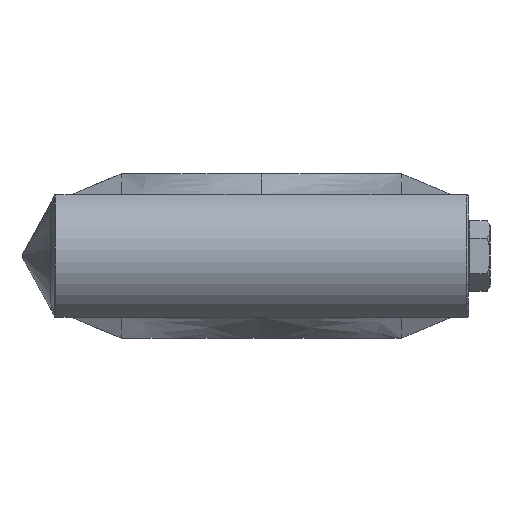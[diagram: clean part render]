
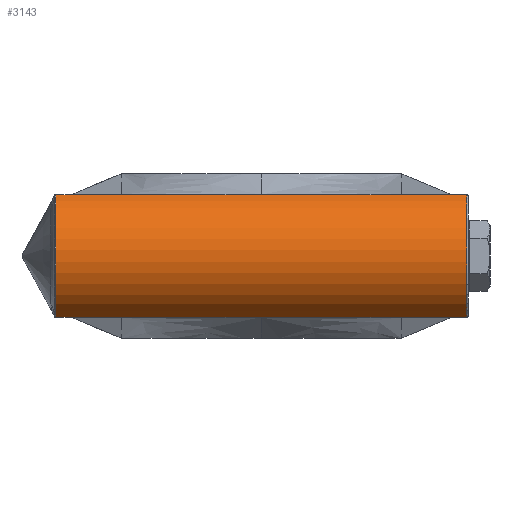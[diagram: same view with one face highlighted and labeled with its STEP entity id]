
A CAD part, left-side view. The second image highlights one B-rep face of the part: STEP entity #3143.
In plain terms, the highlighted cylindrical face has radius 12.332 mm (diameter 24.664 mm), a partial arc.
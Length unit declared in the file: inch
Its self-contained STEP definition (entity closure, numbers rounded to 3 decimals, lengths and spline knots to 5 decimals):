
#13 = CARTESIAN_POINT ( 'NONE',  ( -1.405, 1.679, 0.4375 ) ) ;
#45 = AXIS2_PLACEMENT_3D ( 'NONE', #2148, #3098, #62 ) ;
#62 = DIRECTION ( 'NONE',  ( 0., 0., -1. ) ) ;
#85 = DIRECTION ( 'NONE',  ( 0., -1., 0. ) ) ;
#96 = EDGE_CURVE ( 'NONE', #1253, #2749, #2578, .T. ) ;
#108 = VECTOR ( 'NONE', #2209, 39.37008 ) ;
#148 = DIRECTION ( 'NONE',  ( 0., 1., 0. ) ) ;
#155 = CARTESIAN_POINT ( 'NONE',  ( -1.405, 1.34567, 0.4375 ) ) ;
#197 = VERTEX_POINT ( 'NONE', #2034 ) ;
#225 = VECTOR ( 'NONE', #85, 39.37008 ) ;
#229 = CARTESIAN_POINT ( 'NONE',  ( -1.19449, -1.321, 0. ) ) ;
#249 = CARTESIAN_POINT ( 'NONE',  ( -1.405, 0.34567, -0.4375 ) ) ;
#305 = DIRECTION ( 'NONE',  ( 0., 0., 1. ) ) ;
#310 = CARTESIAN_POINT ( 'NONE',  ( -1.405, -0.789, 0.4375 ) ) ;
#323 = CARTESIAN_POINT ( 'NONE',  ( -1.405, 2.147, 0.4375 ) ) ;
#326 = AXIS2_PLACEMENT_3D ( 'NONE', #229, #1226, #305 ) ;
#357 = CARTESIAN_POINT ( 'NONE',  ( -1.405, -0.679, -0.4375 ) ) ;
#403 = VERTEX_POINT ( 'NONE', #323 ) ;
#410 = CARTESIAN_POINT ( 'NONE',  ( -1.405, 1.679, 0.4375 ) ) ;
#458 = CARTESIAN_POINT ( 'NONE',  ( -1.405, 0.679, -0.4375 ) ) ;
#498 = AXIS2_PLACEMENT_3D ( 'NONE', #1317, #2875, #3097 ) ;
#500 = EDGE_CURVE ( 'NONE', #3204, #2245, #807, .T. ) ;
#511 = ORIENTED_EDGE ( 'NONE', *, *, #1578, .F. ) ;
#563 = EDGE_CURVE ( 'NONE', #197, #1379, #1368, .T. ) ;
#649 = VERTEX_POINT ( 'NONE', #2153 ) ;
#672 = CARTESIAN_POINT ( 'NONE',  ( -1.405, 0.679, 0.4375 ) ) ;
#680 = CARTESIAN_POINT ( 'NONE',  ( -1.405, 0.34567, 0.4375 ) ) ;
#687 = ORIENTED_EDGE ( 'NONE', *, *, #2110, .T. ) ;
#689 = LINE ( 'NONE', #2845, #2474 ) ;
#719 = CARTESIAN_POINT ( 'NONE',  ( -1.405, -0.789, -0.4375 ) ) ;
#807 = LINE ( 'NONE', #1321, #1539 ) ;
#830 = CARTESIAN_POINT ( 'NONE',  ( -1.405, 2.679, 0.4375 ) ) ;
#856 = ORIENTED_EDGE ( 'NONE', *, *, #3270, .T. ) ;
#874 = EDGE_LOOP ( 'NONE', ( #2633, #2565, #3086, #1507, #2256, #1241, #511, #1429, #856, #1959, #687, #3251, #973, #2808 ) ) ;
#915 = CARTESIAN_POINT ( 'NONE',  ( -1.405, 1.01233, 0.4375 ) ) ;
#973 = ORIENTED_EDGE ( 'NONE', *, *, #2043, .T. ) ;
#984 = CARTESIAN_POINT ( 'NONE',  ( -1.405, 0.01233, -0.4375 ) ) ;
#1211 = CARTESIAN_POINT ( 'NONE',  ( -1.405, 1.679, -0.4375 ) ) ;
#1226 = DIRECTION ( 'NONE',  ( 0., 1., 0. ) ) ;
#1241 = ORIENTED_EDGE ( 'NONE', *, *, #563, .T. ) ;
#1253 = VERTEX_POINT ( 'NONE', #1557 ) ;
#1262 = VERTEX_POINT ( 'NONE', #1510 ) ;
#1317 = CARTESIAN_POINT ( 'NONE',  ( -1.19449, 2.147, 0. ) ) ;
#1320 = CARTESIAN_POINT ( 'NONE',  ( -1.405, 2.037, -0.4375 ) ) ;
#1321 = CARTESIAN_POINT ( 'NONE',  ( -1.405, -0.799, -0.4375 ) ) ;
#1331 = LINE ( 'NONE', #2725, #108 ) ;
#1368 = B_SPLINE_CURVE_WITH_KNOTS ( 'NONE', 3,
 ( #672, #915, #155, #410 ),
 .UNSPECIFIED., .F., .F.,
 ( 4, 4 ),
 ( 0., 1. ),
 .UNSPECIFIED. ) ;
#1379 = VERTEX_POINT ( 'NONE', #13 ) ;
#1410 = EDGE_CURVE ( 'NONE', #2245, #1262, #1526, .T. ) ;
#1416 = VERTEX_POINT ( 'NONE', #1792 ) ;
#1429 = ORIENTED_EDGE ( 'NONE', *, *, #2150, .F. ) ;
#1458 = CIRCLE ( 'NONE', #498, 0.48551 ) ;
#1481 = CARTESIAN_POINT ( 'NONE',  ( -1.405, 2.157, -0.4375 ) ) ;
#1507 = ORIENTED_EDGE ( 'NONE', *, *, #1853, .T. ) ;
#1510 = CARTESIAN_POINT ( 'NONE',  ( -1.405, -0.321, -0.4375 ) ) ;
#1526 = LINE ( 'NONE', #2791, #1768 ) ;
#1539 = VECTOR ( 'NONE', #1832, 39.37008 ) ;
#1557 = CARTESIAN_POINT ( 'NONE',  ( -1.405, 2.147, -0.4375 ) ) ;
#1573 = LINE ( 'NONE', #1599, #225 ) ;
#1578 = EDGE_CURVE ( 'NONE', #2779, #1379, #2726, .T. ) ;
#1599 = CARTESIAN_POINT ( 'NONE',  ( -1.405, 2.157, 0.4375 ) ) ;
#1610 = VERTEX_POINT ( 'NONE', #1669 ) ;
#1669 = CARTESIAN_POINT ( 'NONE',  ( -1.405, -0.321, 0.4375 ) ) ;
#1674 = CARTESIAN_POINT ( 'NONE',  ( -1.405, -1.321, 0.4375 ) ) ;
#1768 = VECTOR ( 'NONE', #2560, 39.37008 ) ;
#1792 = CARTESIAN_POINT ( 'NONE',  ( -1.405, 0.679, -0.4375 ) ) ;
#1805 = EDGE_CURVE ( 'NONE', #1416, #3083, #2865, .T. ) ;
#1832 = DIRECTION ( 'NONE',  ( 0., 1., 0. ) ) ;
#1853 = EDGE_CURVE ( 'NONE', #649, #1610, #2059, .T. ) ;
#1862 = B_SPLINE_CURVE_WITH_KNOTS ( 'NONE', 3,
 ( #2197, #680, #2223, #2990 ),
 .UNSPECIFIED., .F., .F.,
 ( 4, 4 ),
 ( 0., 1. ),
 .UNSPECIFIED. ) ;
#1902 = CARTESIAN_POINT ( 'NONE',  ( -1.405, 2.037, 0.4375 ) ) ;
#1959 = ORIENTED_EDGE ( 'NONE', *, *, #96, .T. ) ;
#1970 = VECTOR ( 'NONE', #3093, 39.37008 ) ;
#1978 = VECTOR ( 'NONE', #1992, 39.37008 ) ;
#1981 = VECTOR ( 'NONE', #148, 39.37008 ) ;
#1992 = DIRECTION ( 'NONE',  ( 0., -1., 0. ) ) ;
#2034 = CARTESIAN_POINT ( 'NONE',  ( -1.405, 0.679, 0.4375 ) ) ;
#2036 = EDGE_CURVE ( 'NONE', #197, #1610, #1862, .T. ) ;
#2043 = EDGE_CURVE ( 'NONE', #1416, #1262, #2109, .T. ) ;
#2059 = LINE ( 'NONE', #1674, #1981 ) ;
#2109 = B_SPLINE_CURVE_WITH_KNOTS ( 'NONE', 3,
 ( #458, #249, #984, #2251 ),
 .UNSPECIFIED., .F., .F.,
 ( 4, 4 ),
 ( 0., 1. ),
 .UNSPECIFIED. ) ;
#2110 = EDGE_CURVE ( 'NONE', #2749, #3083, #689, .T. ) ;
#2148 = CARTESIAN_POINT ( 'NONE',  ( -1.19449, -0.789, 0. ) ) ;
#2150 = EDGE_CURVE ( 'NONE', #403, #2779, #1573, .T. ) ;
#2153 = CARTESIAN_POINT ( 'NONE',  ( -1.405, -0.679, 0.4375 ) ) ;
#2183 = CARTESIAN_POINT ( 'NONE',  ( -1.405, 1.01233, -0.4375 ) ) ;
#2197 = CARTESIAN_POINT ( 'NONE',  ( -1.405, 0.679, 0.4375 ) ) ;
#2209 = DIRECTION ( 'NONE',  ( 0., 1., 0. ) ) ;
#2223 = CARTESIAN_POINT ( 'NONE',  ( -1.405, 0.01233, 0.4375 ) ) ;
#2245 = VERTEX_POINT ( 'NONE', #357 ) ;
#2251 = CARTESIAN_POINT ( 'NONE',  ( -1.405, -0.321, -0.4375 ) ) ;
#2256 = ORIENTED_EDGE ( 'NONE', *, *, #2036, .F. ) ;
#2305 = DIRECTION ( 'NONE',  ( 0., -1., 0. ) ) ;
#2474 = VECTOR ( 'NONE', #2305, 39.37008 ) ;
#2489 = CARTESIAN_POINT ( 'NONE',  ( -1.405, 1.679, -0.4375 ) ) ;
#2560 = DIRECTION ( 'NONE',  ( 0., 1., 0. ) ) ;
#2565 = ORIENTED_EDGE ( 'NONE', *, *, #2727, .T. ) ;
#2578 = LINE ( 'NONE', #1481, #1978 ) ;
#2633 = ORIENTED_EDGE ( 'NONE', *, *, #500, .F. ) ;
#2683 = VERTEX_POINT ( 'NONE', #310 ) ;
#2719 = CARTESIAN_POINT ( 'NONE',  ( -1.405, 0.679, -0.4375 ) ) ;
#2725 = CARTESIAN_POINT ( 'NONE',  ( -1.405, -0.799, 0.4375 ) ) ;
#2726 = LINE ( 'NONE', #830, #1970 ) ;
#2727 = EDGE_CURVE ( 'NONE', #3204, #2683, #2728, .T. ) ;
#2728 = CIRCLE ( 'NONE', #45, 0.48551 ) ;
#2749 = VERTEX_POINT ( 'NONE', #1320 ) ;
#2779 = VERTEX_POINT ( 'NONE', #1902 ) ;
#2791 = CARTESIAN_POINT ( 'NONE',  ( -1.405, -1.321, -0.4375 ) ) ;
#2808 = ORIENTED_EDGE ( 'NONE', *, *, #1410, .F. ) ;
#2845 = CARTESIAN_POINT ( 'NONE',  ( -1.405, 2.679, -0.4375 ) ) ;
#2865 = B_SPLINE_CURVE_WITH_KNOTS ( 'NONE', 3,
 ( #2719, #2183, #3205, #2489 ),
 .UNSPECIFIED., .F., .F.,
 ( 4, 4 ),
 ( 0., 1. ),
 .UNSPECIFIED. ) ;
#2875 = DIRECTION ( 'NONE',  ( 0., -1., 0. ) ) ;
#2905 = EDGE_CURVE ( 'NONE', #2683, #649, #1331, .T. ) ;
#2990 = CARTESIAN_POINT ( 'NONE',  ( -1.405, -0.321, 0.4375 ) ) ;
#3083 = VERTEX_POINT ( 'NONE', #1211 ) ;
#3086 = ORIENTED_EDGE ( 'NONE', *, *, #2905, .T. ) ;
#3093 = DIRECTION ( 'NONE',  ( 0., -1., 0. ) ) ;
#3097 = DIRECTION ( 'NONE',  ( 0., 0., 1. ) ) ;
#3098 = DIRECTION ( 'NONE',  ( 0., 1., 0. ) ) ;
#3143 = ADVANCED_FACE ( 'NONE', ( #3245 ), #3206, .T. ) ;
#3204 = VERTEX_POINT ( 'NONE', #719 ) ;
#3205 = CARTESIAN_POINT ( 'NONE',  ( -1.405, 1.34567, -0.4375 ) ) ;
#3206 = CYLINDRICAL_SURFACE ( 'NONE', #326, 0.48551 ) ;
#3245 = FACE_OUTER_BOUND ( 'NONE', #874, .T. ) ;
#3251 = ORIENTED_EDGE ( 'NONE', *, *, #1805, .F. ) ;
#3270 = EDGE_CURVE ( 'NONE', #403, #1253, #1458, .T. ) ;
